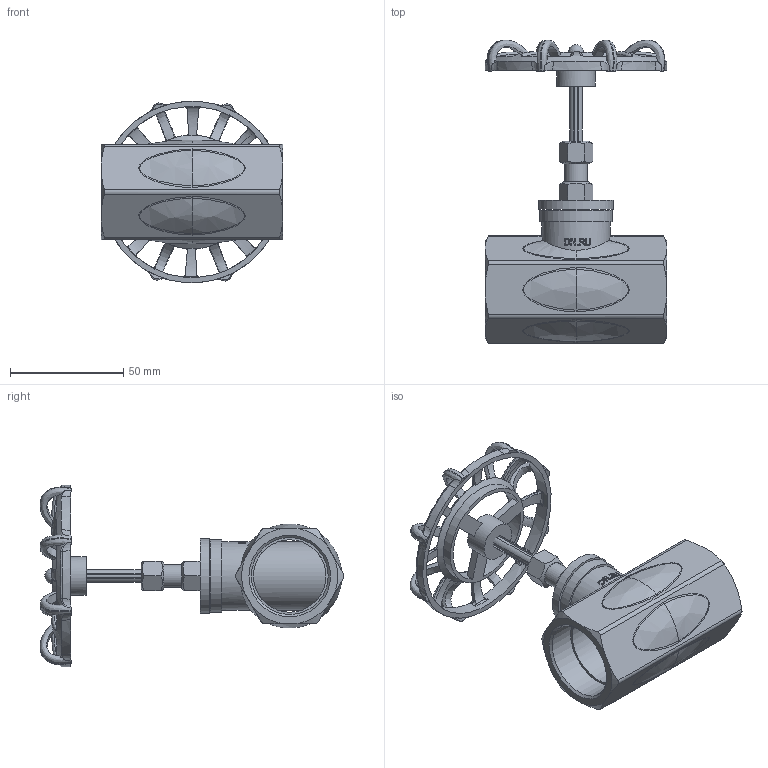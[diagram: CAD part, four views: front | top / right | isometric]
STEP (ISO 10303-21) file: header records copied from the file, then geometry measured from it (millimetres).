
FILE_DESCRIPTION(/* description */ (''),/* implementation_level */ '2;1');
FILE_NAME(/* name */ 'DN26_3D_STEP.stp',/* time_stamp */ '2024-12-23T09:04:36+03:00',/* author */ ('igorr'),/* organization */ (''),/* preprocessor_version */ 'ST-DEVELOPER v20',/* originating_system */ 'Autodesk Inventor 2025',/* authorisation */ '');
FILE_SCHEMA (('AUTOMOTIVE_DESIGN { 1 0 10303 214 3 1 1 }'));
Length unit declared in the file: millimetre
Products named in the file (4): Сборка; Деталь1; Деталь2; CNS 4473 - M 4
Assembly tree (3 placements, depth 2):
  Сборка
    Деталь1
    Деталь2
    CNS 4473 - M 4
Bounding box: 80 x 133.88 x 79.99 mm (x, y, z)
Volume: 105871.6 mm3; surface area: 38745 mm2
Topology: 3 solids, 3 shells, 442 faces, 1296 edges, 833 vertices
Faces by surface type: bspline 181, plane 130, cylinder 73, cone 48, torus 9, sphere 1
Full cylindrical faces by diameter (mm): 3.242 x1, 6.5 x1, 10.156 x1, 12.264 x1, 17.143 x1, 30 x2, 31.9 x1, 32 x1, 33 x1, 33.9 x2, 42.286 x1, 45.714 x1, 75.429 x1
Entity records: 24787 total; most frequent: CARTESIAN_POINT 14287, ORIENTED_EDGE 2512, DIRECTION 1467, EDGE_CURVE 1256, VERTEX_POINT 807, AXIS2_PLACEMENT_3D 600, B_SPLINE_CURVE_WITH_KNOTS 591, EDGE_LOOP 477
